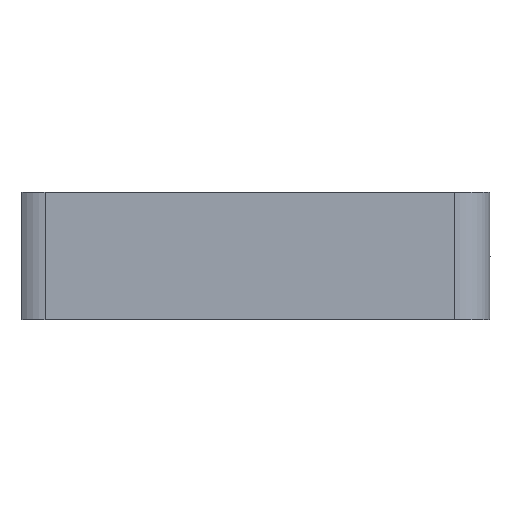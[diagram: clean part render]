
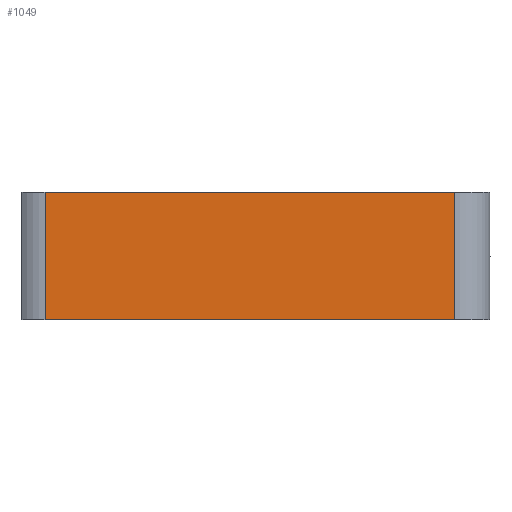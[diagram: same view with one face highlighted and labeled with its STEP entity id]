
A CAD part, front view. The second image highlights one B-rep face of the part: STEP entity #1049.
In plain terms, the highlighted face is planar.
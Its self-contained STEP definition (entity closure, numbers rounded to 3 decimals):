
#133 = DIRECTION ( 'NONE',  ( -1., 0., 0. ) ) ;
#502 = AXIS2_PLACEMENT_3D ( 'NONE', #1516, #1496, #1493 ) ;
#513 = CARTESIAN_POINT ( 'NONE',  ( -2.7, 66.5, -7.5 ) ) ;
#527 = CARTESIAN_POINT ( 'NONE',  ( -50.7, 66.5, 7.5 ) ) ;
#577 = CARTESIAN_POINT ( 'NONE',  ( -2.7, 66.5, 7.5 ) ) ;
#643 = FACE_OUTER_BOUND ( 'NONE', #1421, .T. ) ;
#779 = LINE ( 'NONE', #2169, #1844 ) ;
#802 = VECTOR ( 'NONE', #948, 1000. ) ;
#804 = ORIENTED_EDGE ( 'NONE', *, *, #2407, .T. ) ;
#836 = VERTEX_POINT ( 'NONE', #1874 ) ;
#839 = VERTEX_POINT ( 'NONE', #1845 ) ;
#868 = LINE ( 'NONE', #976, #802 ) ;
#917 = EDGE_CURVE ( 'NONE', #1644, #1672, #1132, .T. ) ;
#948 = DIRECTION ( 'NONE',  ( 0., 0., -1. ) ) ;
#976 = CARTESIAN_POINT ( 'NONE',  ( -50.7, 66.5, 7.5 ) ) ;
#1049 = ADVANCED_FACE ( 'NONE', ( #643 ), #1499, .F. ) ;
#1132 = LINE ( 'NONE', #1741, #2273 ) ;
#1168 = ORIENTED_EDGE ( 'NONE', *, *, #917, .T. ) ;
#1382 = EDGE_CURVE ( 'NONE', #836, #839, #868, .T. ) ;
#1421 = EDGE_LOOP ( 'NONE', ( #804, #1584, #2423, #1168 ) ) ;
#1474 = VECTOR ( 'NONE', #2433, 1000. ) ;
#1493 = DIRECTION ( 'NONE',  ( 0., 0., -1. ) ) ;
#1496 = DIRECTION ( 'NONE',  ( 0., -1., 0. ) ) ;
#1499 = PLANE ( 'NONE',  #502 ) ;
#1516 = CARTESIAN_POINT ( 'NONE',  ( -50.7, 66.5, 7.5 ) ) ;
#1584 = ORIENTED_EDGE ( 'NONE', *, *, #1382, .F. ) ;
#1644 = VERTEX_POINT ( 'NONE', #577 ) ;
#1672 = VERTEX_POINT ( 'NONE', #513 ) ;
#1713 = DIRECTION ( 'NONE',  ( 0., 0., -1. ) ) ;
#1741 = CARTESIAN_POINT ( 'NONE',  ( -2.7, 66.5, 7.5 ) ) ;
#1844 = VECTOR ( 'NONE', #133, 1000. ) ;
#1845 = CARTESIAN_POINT ( 'NONE',  ( -50.7, 66.5, -7.5 ) ) ;
#1874 = CARTESIAN_POINT ( 'NONE',  ( -50.7, 66.5, 7.5 ) ) ;
#1972 = EDGE_CURVE ( 'NONE', #1644, #836, #2306, .T. ) ;
#2169 = CARTESIAN_POINT ( 'NONE',  ( -50.7, 66.5, -7.5 ) ) ;
#2273 = VECTOR ( 'NONE', #1713, 1000. ) ;
#2306 = LINE ( 'NONE', #527, #1474 ) ;
#2407 = EDGE_CURVE ( 'NONE', #1672, #839, #779, .T. ) ;
#2423 = ORIENTED_EDGE ( 'NONE', *, *, #1972, .F. ) ;
#2433 = DIRECTION ( 'NONE',  ( -1., 0., 0. ) ) ;
